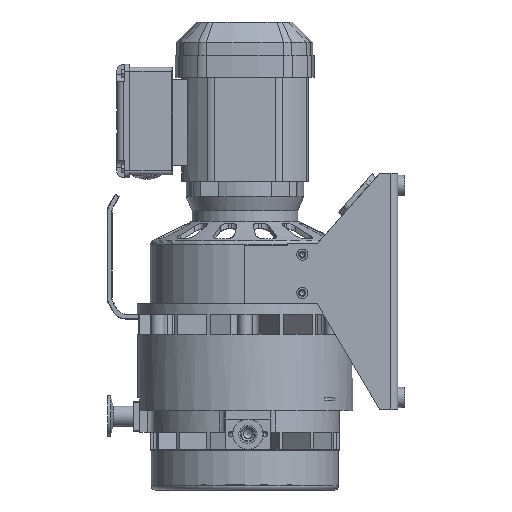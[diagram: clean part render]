
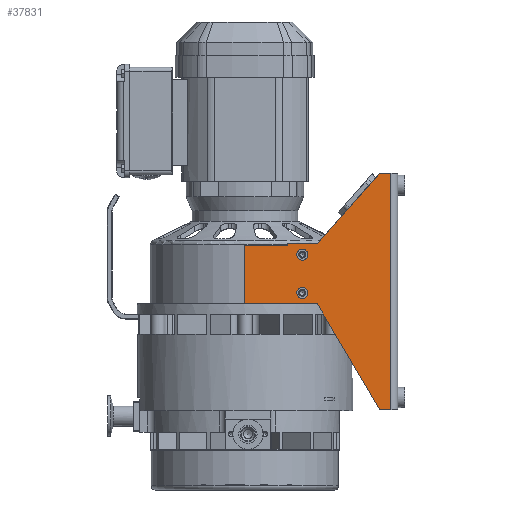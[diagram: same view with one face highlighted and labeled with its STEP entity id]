
A CAD part, left-side view. The second image highlights one B-rep face of the part: STEP entity #37831.
In plain terms, the highlighted planar face has unit normal (-1, 0, 0).
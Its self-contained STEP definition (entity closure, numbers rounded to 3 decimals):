
#37831=ADVANCED_FACE('',(#115205,#115207,#115209),#115211,.T.);
#115205=FACE_BOUND('',#115206,.T.);
#115206=EDGE_LOOP('',(#162147,#162148,#162149,#162150,#162151,#162152,#162153,#162154,
#162155,#162156,#162157));
#115207=FACE_BOUND('',#115208,.T.);
#115208=EDGE_LOOP('',(#162158));
#115209=FACE_BOUND('',#115210,.T.);
#115210=EDGE_LOOP('',(#162159));
#115211=PLANE('',#115212);
#115212=AXIS2_PLACEMENT_3D('',#115213,#115214,#115215);
#115213=CARTESIAN_POINT('',(-94.,0.,93.5));
#115214=DIRECTION('',(-1.,0.,0.));
#115215=DIRECTION('',(0.,-1.,0.));
#162147=ORIENTED_EDGE('',*,*,#187182,.F.);
#162148=ORIENTED_EDGE('',*,*,#187183,.F.);
#162149=ORIENTED_EDGE('',*,*,#187064,.T.);
#162150=ORIENTED_EDGE('',*,*,#187068,.F.);
#162151=ORIENTED_EDGE('',*,*,#187073,.T.);
#162152=ORIENTED_EDGE('',*,*,#185344,.T.);
#162153=ORIENTED_EDGE('',*,*,#187112,.F.);
#162154=ORIENTED_EDGE('',*,*,#187110,.F.);
#162155=ORIENTED_EDGE('',*,*,#187106,.F.);
#162156=ORIENTED_EDGE('',*,*,#187102,.F.);
#162157=ORIENTED_EDGE('',*,*,#187181,.F.);
#162158=ORIENTED_EDGE('',*,*,#187184,.F.);
#162159=ORIENTED_EDGE('',*,*,#187185,.F.);
#185344=EDGE_CURVE('',#207480,#207478,#207481,.T.);
#187064=EDGE_CURVE('',#210370,#210368,#210371,.T.);
#187068=EDGE_CURVE('',#210375,#210368,#210377,.T.);
#187073=EDGE_CURVE('',#210375,#207480,#210384,.T.);
#187102=EDGE_CURVE('',#210431,#210432,#210433,.T.);
#187106=EDGE_CURVE('',#210432,#210436,#210438,.T.);
#187110=EDGE_CURVE('',#210436,#210444,#210445,.T.);
#187112=EDGE_CURVE('',#210444,#207478,#210447,.T.);
#187181=EDGE_CURVE('',#210558,#210431,#210560,.T.);
#187182=EDGE_CURVE('',#210561,#210558,#210562,.T.);
#187183=EDGE_CURVE('',#210370,#210561,#210563,.T.);
#187184=EDGE_CURVE('',#210564,#210564,#210565,.T.);
#187185=EDGE_CURVE('',#210566,#210566,#210567,.T.);
#207478=VERTEX_POINT('',#285860);
#207480=VERTEX_POINT('',#285865);
#207481=LINE('',#285866,#285867);
#210368=VERTEX_POINT('',#297037);
#210370=VERTEX_POINT('',#297041);
#210371=LINE('',#297042,#297043);
#210375=VERTEX_POINT('',#297053);
#210377=LINE('',#297057,#297058);
#210384=LINE('',#297074,#297075);
#210431=VERTEX_POINT('',#297185);
#210432=VERTEX_POINT('',#297186);
#210433=LINE('',#297187,#297188);
#210436=VERTEX_POINT('',#297196);
#210438=LINE('',#297200,#297201);
#210444=VERTEX_POINT('',#297214);
#210445=LINE('',#297215,#297216);
#210447=LINE('',#297221,#297222);
#210558=VERTEX_POINT('',#297520);
#210560=LINE('',#297525,#297526);
#210561=VERTEX_POINT('',#297528);
#210562=LINE('',#297529,#297530);
#210563=LINE('',#297532,#297533);
#210564=VERTEX_POINT('',#297535);
#210565=CIRCLE('',#297536,5.5);
#210566=VERTEX_POINT('',#297540);
#210567=CIRCLE('',#297541,5.5);
#285860=CARTESIAN_POINT('',(-94.,-145.,223.5));
#285865=CARTESIAN_POINT('',(-94.,-145.,-11.5));
#285866=CARTESIAN_POINT('',(-94.,-145.,-11.5));
#285867=VECTOR('',#285868,1.);
#285868=DIRECTION('',(0.,0.,1.));
#297037=CARTESIAN_POINT('',(-94.,-72.,93.5));
#297041=CARTESIAN_POINT('',(-94.,-51.118,93.5));
#297042=CARTESIAN_POINT('',(-94.,-51.118,93.5));
#297043=VECTOR('',#297044,1.);
#297044=DIRECTION('',(0.,-1.,0.));
#297053=CARTESIAN_POINT('',(-94.,-134.,-11.5));
#297057=CARTESIAN_POINT('',(-94.,-134.,-11.5));
#297058=VECTOR('',#297059,1.);
#297059=DIRECTION('',(0.,0.508,0.861));
#297074=CARTESIAN_POINT('',(-94.,-134.,-11.5));
#297075=VECTOR('',#297076,1.);
#297076=DIRECTION('',(0.,-1.,0.));
#297185=CARTESIAN_POINT('',(-94.,-42.,151.5));
#297186=CARTESIAN_POINT('',(-94.,-42.,153.5));
#297187=CARTESIAN_POINT('',(-94.,-42.,151.5));
#297188=VECTOR('',#297189,1.);
#297189=DIRECTION('',(0.,0.,1.));
#297196=CARTESIAN_POINT('',(-94.,-72.,153.5));
#297200=CARTESIAN_POINT('',(-94.,-42.,153.5));
#297201=VECTOR('',#297202,1.);
#297202=DIRECTION('',(0.,-1.,0.));
#297214=CARTESIAN_POINT('',(-94.,-134.,223.5));
#297215=CARTESIAN_POINT('',(-94.,-72.,153.5));
#297216=VECTOR('',#297217,1.);
#297217=DIRECTION('',(0.,-0.663,0.749));
#297221=CARTESIAN_POINT('',(-94.,-134.,223.5));
#297222=VECTOR('',#297223,1.);
#297223=DIRECTION('',(0.,-1.,0.));
#297520=CARTESIAN_POINT('',(-94.,0.,151.5));
#297525=CARTESIAN_POINT('',(-94.,0.,151.5));
#297526=VECTOR('',#297527,1.);
#297527=DIRECTION('',(0.,-1.,0.));
#297528=CARTESIAN_POINT('',(-94.,0.,93.5));
#297529=CARTESIAN_POINT('',(-94.,0.,93.5));
#297530=VECTOR('',#297531,1.);
#297531=DIRECTION('',(0.,0.,1.));
#297532=CARTESIAN_POINT('',(-94.,-51.118,93.5));
#297533=VECTOR('',#297534,1.);
#297534=DIRECTION('',(0.,1.,0.));
#297535=CARTESIAN_POINT('',(-94.,-57.,148.));
#297536=AXIS2_PLACEMENT_3D('',#297537,#297538,#297539);
#297537=CARTESIAN_POINT('',(-94.,-57.,142.5));
#297538=DIRECTION('',(-1.,0.,0.));
#297539=DIRECTION('',(0.,0.,1.));
#297540=CARTESIAN_POINT('',(-94.,-57.,110.));
#297541=AXIS2_PLACEMENT_3D('',#297542,#297543,#297544);
#297542=CARTESIAN_POINT('',(-94.,-57.,104.5));
#297543=DIRECTION('',(-1.,0.,0.));
#297544=DIRECTION('',(0.,0.,1.));
